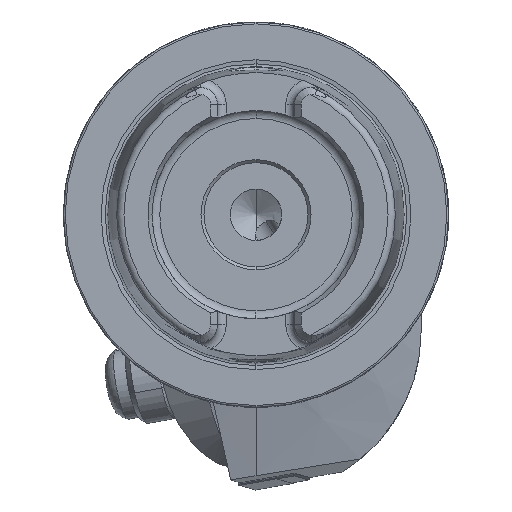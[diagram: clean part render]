
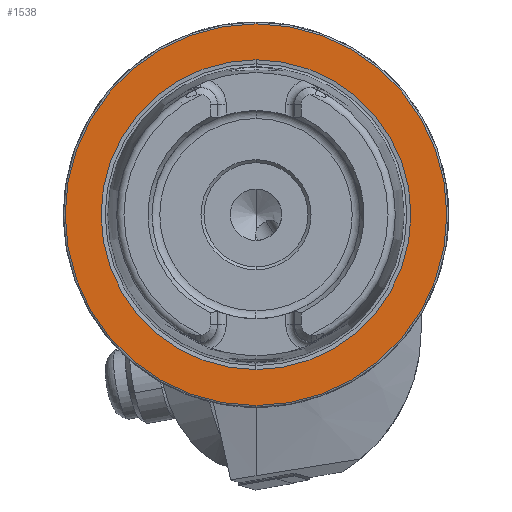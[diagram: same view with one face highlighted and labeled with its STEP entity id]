
A CAD part, left-side view. The second image highlights one B-rep face of the part: STEP entity #1538.
In plain terms, the highlighted planar face has unit normal (-1, 0, 0).
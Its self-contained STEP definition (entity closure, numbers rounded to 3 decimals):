
#410 = CARTESIAN_POINT ( 'NONE',  ( 0., 0., 0. ) ) ;
#735 = VERTEX_POINT ( 'NONE', #17162 ) ;
#1533 = CARTESIAN_POINT ( 'NONE',  ( 0., 0., 0. ) ) ;
#1538 = ADVANCED_FACE ( 'NONE', ( #15432, #2735 ), #3433, .F. ) ;
#1868 = ORIENTED_EDGE ( 'NONE', *, *, #16557, .F. ) ;
#2469 = AXIS2_PLACEMENT_3D ( 'NONE', #1533, #3011, #9856 ) ;
#2735 = FACE_OUTER_BOUND ( 'NONE', #16331, .T. ) ;
#2858 = CARTESIAN_POINT ( 'NONE',  ( 0., 0., 0. ) ) ;
#2970 = ORIENTED_EDGE ( 'NONE', *, *, #15312, .F. ) ;
#2992 = DIRECTION ( 'NONE',  ( 0., 0., 1. ) ) ;
#3011 = DIRECTION ( 'NONE',  ( -1., 0., 0. ) ) ;
#3433 = PLANE ( 'NONE',  #7836 ) ;
#4156 = VERTEX_POINT ( 'NONE', #15007 ) ;
#4456 = AXIS2_PLACEMENT_3D ( 'NONE', #2858, #15604, #2992 ) ;
#4877 = VERTEX_POINT ( 'NONE', #10927 ) ;
#5313 = CARTESIAN_POINT ( 'NONE',  ( 0., 31.2, 0. ) ) ;
#5965 = CIRCLE ( 'NONE', #15198, 31.2 ) ;
#6129 = CIRCLE ( 'NONE', #9190, 31.2 ) ;
#6736 = DIRECTION ( 'NONE',  ( 0., 0., -1. ) ) ;
#7004 = EDGE_CURVE ( 'NONE', #14652, #4156, #5965, .T. ) ;
#7416 = CIRCLE ( 'NONE', #2469, 25.324 ) ;
#7836 = AXIS2_PLACEMENT_3D ( 'NONE', #5313, #15102, #6736 ) ;
#8782 = CARTESIAN_POINT ( 'NONE',  ( 0., 0., -31.2 ) ) ;
#9190 = AXIS2_PLACEMENT_3D ( 'NONE', #410, #17099, #12966 ) ;
#9584 = ORIENTED_EDGE ( 'NONE', *, *, #16012, .T. ) ;
#9856 = DIRECTION ( 'NONE',  ( 0., 0., 1. ) ) ;
#10927 = CARTESIAN_POINT ( 'NONE',  ( 0., 0., -25.324 ) ) ;
#11022 = EDGE_LOOP ( 'NONE', ( #1868, #2970 ) ) ;
#12175 = CARTESIAN_POINT ( 'NONE',  ( 0., 0., 0. ) ) ;
#12864 = ORIENTED_EDGE ( 'NONE', *, *, #7004, .T. ) ;
#12966 = DIRECTION ( 'NONE',  ( 0., 0., 1. ) ) ;
#14652 = VERTEX_POINT ( 'NONE', #8782 ) ;
#14904 = DIRECTION ( 'NONE',  ( -1., 0., 0. ) ) ;
#15007 = CARTESIAN_POINT ( 'NONE',  ( 0., 0., 31.2 ) ) ;
#15102 = DIRECTION ( 'NONE',  ( 1., 0., 0. ) ) ;
#15198 = AXIS2_PLACEMENT_3D ( 'NONE', #12175, #14904, #16483 ) ;
#15312 = EDGE_CURVE ( 'NONE', #4877, #735, #15320, .T. ) ;
#15320 = CIRCLE ( 'NONE', #4456, 25.324 ) ;
#15432 = FACE_BOUND ( 'NONE', #11022, .T. ) ;
#15604 = DIRECTION ( 'NONE',  ( -1., 0., 0. ) ) ;
#16012 = EDGE_CURVE ( 'NONE', #4156, #14652, #6129, .T. ) ;
#16331 = EDGE_LOOP ( 'NONE', ( #9584, #12864 ) ) ;
#16483 = DIRECTION ( 'NONE',  ( 0., 0., 1. ) ) ;
#16557 = EDGE_CURVE ( 'NONE', #735, #4877, #7416, .T. ) ;
#17099 = DIRECTION ( 'NONE',  ( -1., 0., 0. ) ) ;
#17162 = CARTESIAN_POINT ( 'NONE',  ( 0., 0., 25.324 ) ) ;
